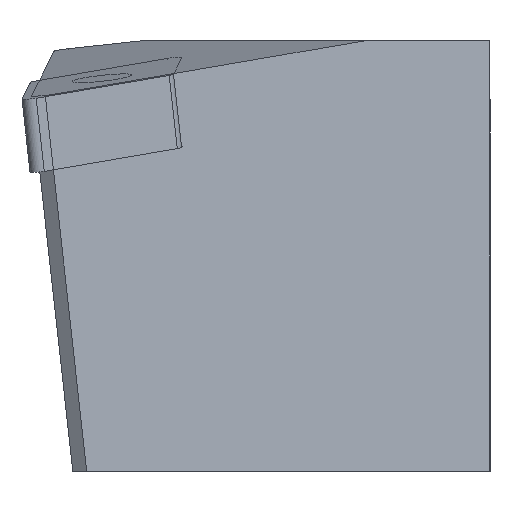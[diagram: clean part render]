
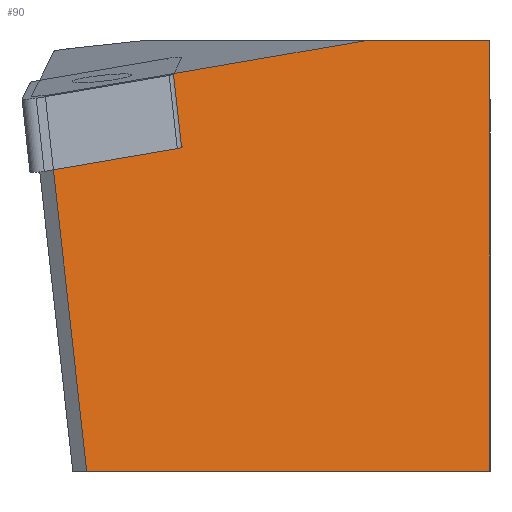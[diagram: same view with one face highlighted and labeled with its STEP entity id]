
A CAD part, left-side view. The second image highlights one B-rep face of the part: STEP entity #90.
In plain terms, the highlighted planar face has unit normal (-0.85, -0.527, -0.026).
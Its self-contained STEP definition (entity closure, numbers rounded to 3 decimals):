
#90=ADVANCED_FACE('',(#130),#110,.F.);
#110=PLANE('',#510);
#130=FACE_OUTER_BOUND('',#158,.T.);
#158=EDGE_LOOP('',(#262,#263,#264,#265,#266));
#262=ORIENTED_EDGE('',*,*,#379,.T.);
#263=ORIENTED_EDGE('',*,*,#380,.T.);
#264=ORIENTED_EDGE('',*,*,#350,.T.);
#265=ORIENTED_EDGE('',*,*,#361,.F.);
#266=ORIENTED_EDGE('',*,*,#369,.F.);
#301=VERTEX_POINT('',#698);
#303=VERTEX_POINT('',#701);
#313=VERTEX_POINT('',#722);
#316=VERTEX_POINT('',#737);
#322=VERTEX_POINT('',#756);
#350=EDGE_CURVE('',#303,#301,#400,.T.);
#361=EDGE_CURVE('',#313,#301,#409,.T.);
#369=EDGE_CURVE('',#316,#313,#417,.T.);
#379=EDGE_CURVE('',#316,#322,#427,.T.);
#380=EDGE_CURVE('',#322,#303,#428,.T.);
#400=LINE('',#700,#447);
#409=LINE('',#723,#456);
#417=LINE('',#739,#464);
#427=LINE('',#757,#474);
#428=LINE('',#759,#475);
#447=VECTOR('',#577,1.);
#456=VECTOR('',#592,1.);
#464=VECTOR('',#608,1.);
#474=VECTOR('',#624,1.);
#475=VECTOR('',#627,1.);
#510=AXIS2_PLACEMENT_3D('',#760,#628,#629);
#577=DIRECTION('',(0.527,-0.85,0.));
#592=DIRECTION('',(0.031,0.,-1.));
#608=DIRECTION('',(0.527,-0.85,0.));
#624=DIRECTION('',(-0.518,0.843,-0.145));
#627=DIRECTION('',(0.098,-0.109,-0.989));
#628=DIRECTION('',(0.85,0.527,0.026));
#629=DIRECTION('',(0.527,-0.85,0.));
#698=CARTESIAN_POINT('',(26.824,-40.27,-31.828));
#700=CARTESIAN_POINT('',(20.143,-29.493,-31.828));
#701=CARTESIAN_POINT('',(5.355,-5.639,-31.828));
#722=CARTESIAN_POINT('',(25.677,-40.27,5.172));
#723=CARTESIAN_POINT('',(26.962,-40.27,-36.31));
#737=CARTESIAN_POINT('',(19.087,-29.639,5.172));
#739=CARTESIAN_POINT('',(19.315,-30.006,5.172));
#756=CARTESIAN_POINT('',(2.145,-2.075,0.443));
#757=CARTESIAN_POINT('',(9.313,-13.736,2.444));
#759=CARTESIAN_POINT('',(3.041,-3.07,-8.568));
#760=CARTESIAN_POINT('',(6.138,-8.109,-7.704));
